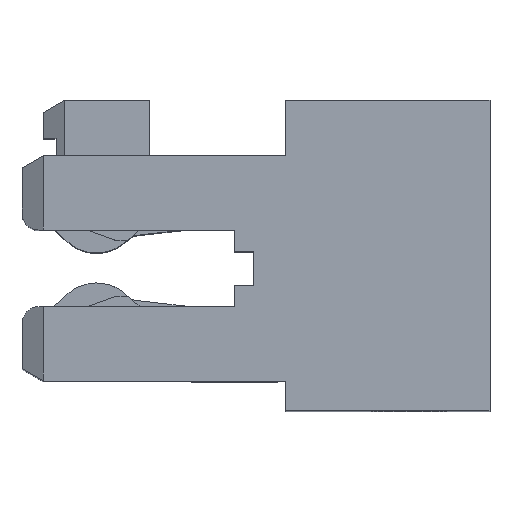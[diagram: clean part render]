
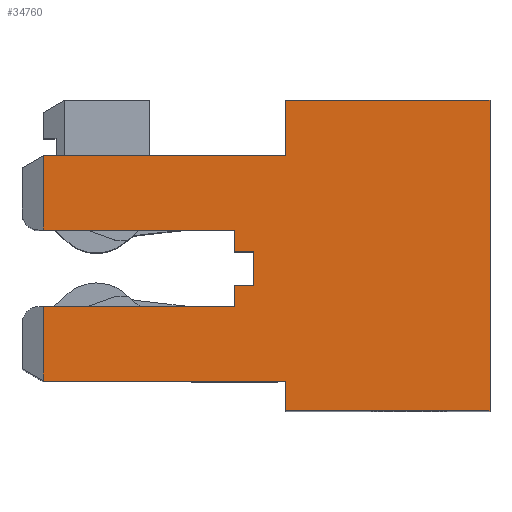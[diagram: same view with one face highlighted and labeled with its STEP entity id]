
A CAD part, top view. The second image highlights one B-rep face of the part: STEP entity #34760.
In plain terms, the highlighted face is planar.
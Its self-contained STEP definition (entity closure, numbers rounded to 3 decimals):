
#530=CARTESIAN_POINT('',(-141.006,0.,-13.725));
#540=DIRECTION('',(0.,-1.,0.));
#550=VECTOR('',#540,1.);
#560=LINE('',#530,#550);
#570=CARTESIAN_POINT('',(-141.006,107.774,-13.725));
#580=VERTEX_POINT('',#570);
#590=CARTESIAN_POINT('',(-141.006,107.074,-13.725));
#600=VERTEX_POINT('',#590);
#610=EDGE_CURVE('',#580,#600,#560,.T.);
#2650=CARTESIAN_POINT('',(-146.706,101.774,-13.725));
#2660=VERTEX_POINT('',#2650);
#22470=CARTESIAN_POINT('',(-146.706,103.524,-13.725));
#22480=VERTEX_POINT('',#22470);
#22530=CARTESIAN_POINT('',(0.,103.524,-13.725));
#22540=DIRECTION('',(1.,0.,0.));
#22550=VECTOR('',#22540,1.);
#22560=LINE('',#22530,#22550);
#22570=CARTESIAN_POINT('',(-142.206,103.524,-13.725));
#22580=VERTEX_POINT('',#22570);
#22590=EDGE_CURVE('',#22480,#22580,#22560,.T.);
#25050=CARTESIAN_POINT('',(-146.706,107.074,-13.725));
#25060=VERTEX_POINT('',#25050);
#31620=CARTESIAN_POINT('',(0.,105.324,-13.725));
#31630=DIRECTION('',(1.,0.,0.));
#31640=VECTOR('',#31630,1.);
#31650=LINE('',#31620,#31640);
#31660=CARTESIAN_POINT('',(-146.706,105.324,-13.725));
#31670=VERTEX_POINT('',#31660);
#31680=CARTESIAN_POINT('',(-142.206,105.324,-13.725));
#31690=VERTEX_POINT('',#31680);
#31700=EDGE_CURVE('',#31670,#31690,#31650,.T.);
#32770=CARTESIAN_POINT('',(0.,100.474,-13.725));
#32780=DIRECTION('',(1.,0.,0.));
#32790=VECTOR('',#32780,1.);
#32800=LINE('',#32770,#32790);
#32810=CARTESIAN_POINT('',(-141.006,100.474,-13.725));
#32820=VERTEX_POINT('',#32810);
#32830=CARTESIAN_POINT('',(-136.206,100.474,-13.725));
#32840=VERTEX_POINT('',#32830);
#32850=EDGE_CURVE('',#32820,#32840,#32800,.T.);
#33810=CARTESIAN_POINT('',(-142.206,103.524,-13.725));
#33820=DIRECTION('',(0.,0.,-1.));
#33830=DIRECTION('',(0.,1.,0.));
#33840=AXIS2_PLACEMENT_3D('',#33810,#33820,#33830);
#33850=PLANE('',#33840);
#33860=CARTESIAN_POINT('',(0.,101.774,-13.725));
#33870=DIRECTION('',(1.,0.,0.));
#33880=VECTOR('',#33870,1.);
#33890=LINE('',#33860,#33880);
#33900=CARTESIAN_POINT('',(-141.006,101.774,-13.725));
#33910=VERTEX_POINT('',#33900);
#33920=EDGE_CURVE('',#2660,#33910,#33890,.T.);
#33930=ORIENTED_EDGE('',*,*,#33920,.F.);
#33940=CARTESIAN_POINT('',(-141.006,0.,-13.725));
#33950=DIRECTION('',(0.,-1.,0.));
#33960=VECTOR('',#33950,1.);
#33970=LINE('',#33940,#33960);
#33980=EDGE_CURVE('',#33910,#32820,#33970,.T.);
#33990=ORIENTED_EDGE('',*,*,#33980,.F.);
#34000=ORIENTED_EDGE('',*,*,#32850,.F.);
#34010=CARTESIAN_POINT('',(-136.206,0.,-13.725));
#34020=DIRECTION('',(0.,1.,0.));
#34030=VECTOR('',#34020,1.);
#34040=LINE('',#34010,#34030);
#34050=CARTESIAN_POINT('',(-136.206,107.774,-13.725));
#34060=VERTEX_POINT('',#34050);
#34070=EDGE_CURVE('',#32840,#34060,#34040,.T.);
#34080=ORIENTED_EDGE('',*,*,#34070,.F.);
#34090=CARTESIAN_POINT('',(0.,107.774,-13.725));
#34100=DIRECTION('',(-1.,0.,0.));
#34110=VECTOR('',#34100,1.);
#34120=LINE('',#34090,#34110);
#34130=EDGE_CURVE('',#34060,#580,#34120,.T.);
#34140=ORIENTED_EDGE('',*,*,#34130,.F.);
#34150=ORIENTED_EDGE('',*,*,#610,.F.);
#34160=CARTESIAN_POINT('',(0.,107.074,-13.725));
#34170=DIRECTION('',(-1.,0.,0.));
#34180=VECTOR('',#34170,1.);
#34190=LINE('',#34160,#34180);
#34200=EDGE_CURVE('',#600,#25060,#34190,.T.);
#34210=ORIENTED_EDGE('',*,*,#34200,.F.);
#34220=CARTESIAN_POINT('',(-146.706,0.,-13.725));
#34230=DIRECTION('',(0.,1.,0.));
#34240=VECTOR('',#34230,1.);
#34250=LINE('',#34220,#34240);
#34260=EDGE_CURVE('',#31670,#25060,#34250,.T.);
#34270=ORIENTED_EDGE('',*,*,#34260,.T.);
#34280=ORIENTED_EDGE('',*,*,#31700,.F.);
#34290=CARTESIAN_POINT('',(-142.206,0.,-13.725));
#34300=DIRECTION('',(0.,1.,0.));
#34310=VECTOR('',#34300,1.);
#34320=LINE('',#34290,#34310);
#34330=CARTESIAN_POINT('',(-142.206,104.824,-13.725));
#34340=VERTEX_POINT('',#34330);
#34350=EDGE_CURVE('',#34340,#31690,#34320,.T.);
#34360=ORIENTED_EDGE('',*,*,#34350,.T.);
#34370=CARTESIAN_POINT('',(0.,104.824,-13.725));
#34380=DIRECTION('',(-1.,0.,0.));
#34390=VECTOR('',#34380,1.);
#34400=LINE('',#34370,#34390);
#34410=CARTESIAN_POINT('',(-141.756,104.824,-13.725));
#34420=VERTEX_POINT('',#34410);
#34430=EDGE_CURVE('',#34420,#34340,#34400,.T.);
#34440=ORIENTED_EDGE('',*,*,#34430,.T.);
#34450=CARTESIAN_POINT('',(-141.756,0.,-13.725));
#34460=DIRECTION('',(0.,1.,0.));
#34470=VECTOR('',#34460,1.);
#34480=LINE('',#34450,#34470);
#34490=CARTESIAN_POINT('',(-141.756,104.024,-13.725));
#34500=VERTEX_POINT('',#34490);
#34510=EDGE_CURVE('',#34500,#34420,#34480,.T.);
#34520=ORIENTED_EDGE('',*,*,#34510,.T.);
#34530=CARTESIAN_POINT('',(0.,104.024,-13.725));
#34540=DIRECTION('',(1.,0.,0.));
#34550=VECTOR('',#34540,1.);
#34560=LINE('',#34530,#34550);
#34570=CARTESIAN_POINT('',(-142.206,104.024,-13.725));
#34580=VERTEX_POINT('',#34570);
#34590=EDGE_CURVE('',#34580,#34500,#34560,.T.);
#34600=ORIENTED_EDGE('',*,*,#34590,.T.);
#34610=CARTESIAN_POINT('',(-142.206,0.,-13.725));
#34620=DIRECTION('',(0.,1.,0.));
#34630=VECTOR('',#34620,1.);
#34640=LINE('',#34610,#34630);
#34650=EDGE_CURVE('',#22580,#34580,#34640,.T.);
#34660=ORIENTED_EDGE('',*,*,#34650,.T.);
#34670=ORIENTED_EDGE('',*,*,#22590,.T.);
#34680=CARTESIAN_POINT('',(-146.706,0.,-13.725));
#34690=DIRECTION('',(0.,-1.,0.));
#34700=VECTOR('',#34690,1.);
#34710=LINE('',#34680,#34700);
#34720=EDGE_CURVE('',#22480,#2660,#34710,.T.);
#34730=ORIENTED_EDGE('',*,*,#34720,.F.);
#34740=EDGE_LOOP('',(#34730,#34670,#34660,#34600,#34520,#34440,#34360,
#34280,#34270,#34210,#34150,#34140,#34080,#34000,#33990,#33930));
#34750=FACE_OUTER_BOUND('',#34740,.T.);
#34760=ADVANCED_FACE('',(#34750),#33850,.T.);
